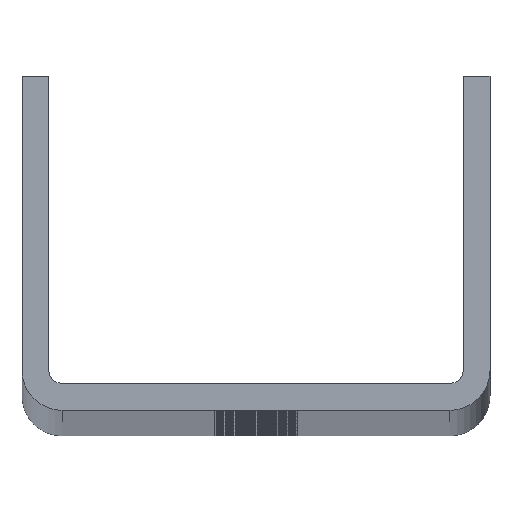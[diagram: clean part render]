
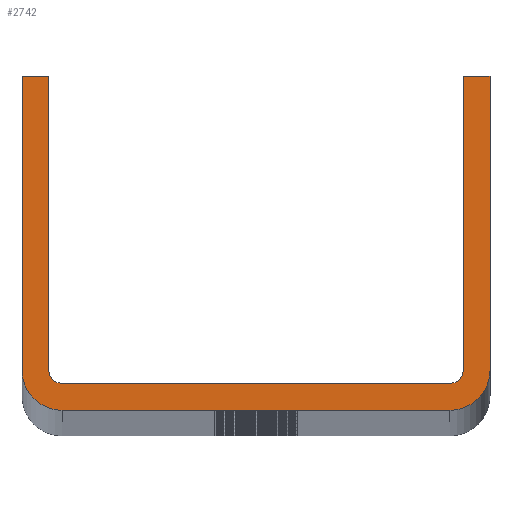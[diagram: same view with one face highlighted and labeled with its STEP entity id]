
A CAD part, top view. The second image highlights one B-rep face of the part: STEP entity #2742.
In plain terms, the highlighted planar face has unit normal (0, 0, 1).
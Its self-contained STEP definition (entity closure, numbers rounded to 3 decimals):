
#68 = DIRECTION ( 'NONE',  ( 0., 0., 1. ) ) ;
#343 = DIRECTION ( 'NONE',  ( 0., -1., 0. ) ) ;
#683 = DIRECTION ( 'NONE',  ( 0., -1., 0. ) ) ;
#1272 = DIRECTION ( 'NONE',  ( 1., 0., 0. ) ) ;
#1285 = CARTESIAN_POINT ( 'NONE',  ( 35., 6., 2200. ) ) ;
#1418 = DIRECTION ( 'NONE',  ( 1., 0., 0. ) ) ;
#1617 = VECTOR ( 'NONE', #17476, 1000. ) ;
#1711 = EDGE_CURVE ( 'NONE', #2185, #5867, #2495, .T. ) ;
#1925 = EDGE_CURVE ( 'NONE', #13712, #17884, #3286, .T. ) ;
#1948 = ORIENTED_EDGE ( 'NONE', *, *, #11182, .F. ) ;
#2185 = VERTEX_POINT ( 'NONE', #6277 ) ;
#2495 = LINE ( 'NONE', #6188, #7094 ) ;
#2653 = VERTEX_POINT ( 'NONE', #21008 ) ;
#2742 = ADVANCED_FACE ( 'NONE', ( #14087 ), #4920, .T. ) ;
#2991 = VECTOR ( 'NONE', #3166, 1000. ) ;
#3166 = DIRECTION ( 'NONE',  ( 1., 0., 0. ) ) ;
#3286 = CIRCLE ( 'NONE', #9002, 2. ) ;
#3435 = ORIENTED_EDGE ( 'NONE', *, *, #1711, .F. ) ;
#3541 = CARTESIAN_POINT ( 'NONE',  ( 29., 6., 2200. ) ) ;
#4126 = LINE ( 'NONE', #16644, #4497 ) ;
#4497 = VECTOR ( 'NONE', #343, 1000. ) ;
#4920 = PLANE ( 'NONE',  #5550 ) ;
#5037 = DIRECTION ( 'NONE',  ( 1., 0., 0. ) ) ;
#5550 = AXIS2_PLACEMENT_3D ( 'NONE', #19679, #21349, #5037 ) ;
#5867 = VERTEX_POINT ( 'NONE', #16766 ) ;
#6074 = DIRECTION ( 'NONE',  ( 1., 0., 0. ) ) ;
#6188 = CARTESIAN_POINT ( 'NONE',  ( 31., 50., 2200. ) ) ;
#6277 = CARTESIAN_POINT ( 'NONE',  ( 31., 50., 2200. ) ) ;
#6405 = AXIS2_PLACEMENT_3D ( 'NONE', #3541, #6999, #23321 ) ;
#6709 = ORIENTED_EDGE ( 'NONE', *, *, #8350, .T. ) ;
#6775 = ORIENTED_EDGE ( 'NONE', *, *, #9794, .F. ) ;
#6893 = VERTEX_POINT ( 'NONE', #15945 ) ;
#6977 = EDGE_CURVE ( 'NONE', #10580, #9120, #20942, .T. ) ;
#6999 = DIRECTION ( 'NONE',  ( 0., 0., 1. ) ) ;
#7090 = ORIENTED_EDGE ( 'NONE', *, *, #21331, .F. ) ;
#7094 = VECTOR ( 'NONE', #6074, 1000. ) ;
#8041 = DIRECTION ( 'NONE',  ( 1., 0., 0. ) ) ;
#8350 = EDGE_CURVE ( 'NONE', #2653, #11148, #14006, .T. ) ;
#8395 = CARTESIAN_POINT ( 'NONE',  ( -35., 50., 2200. ) ) ;
#9002 = AXIS2_PLACEMENT_3D ( 'NONE', #19859, #17851, #1418 ) ;
#9107 = DIRECTION ( 'NONE',  ( 1., 0., 0. ) ) ;
#9120 = VERTEX_POINT ( 'NONE', #23002 ) ;
#9123 = VERTEX_POINT ( 'NONE', #23116 ) ;
#9400 = CARTESIAN_POINT ( 'NONE',  ( -35., 6., 2200. ) ) ;
#9794 = EDGE_CURVE ( 'NONE', #20419, #13712, #4126, .T. ) ;
#9948 = LINE ( 'NONE', #13164, #20220 ) ;
#9977 = LINE ( 'NONE', #12108, #14002 ) ;
#9994 = EDGE_CURVE ( 'NONE', #9120, #2653, #21269, .T. ) ;
#10020 = EDGE_CURVE ( 'NONE', #11148, #5867, #17583, .T. ) ;
#10198 = CARTESIAN_POINT ( 'NONE',  ( -29., 4., 2200. ) ) ;
#10580 = VERTEX_POINT ( 'NONE', #9400 ) ;
#10932 = ORIENTED_EDGE ( 'NONE', *, *, #1925, .F. ) ;
#10974 = VECTOR ( 'NONE', #12207, 1000. ) ;
#11148 = VERTEX_POINT ( 'NONE', #1285 ) ;
#11182 = EDGE_CURVE ( 'NONE', #17884, #6893, #12335, .T. ) ;
#11386 = ORIENTED_EDGE ( 'NONE', *, *, #6977, .T. ) ;
#11567 = ORIENTED_EDGE ( 'NONE', *, *, #10020, .T. ) ;
#11647 = CIRCLE ( 'NONE', #17742, 2. ) ;
#12108 = CARTESIAN_POINT ( 'NONE',  ( 31., 6., 2200. ) ) ;
#12207 = DIRECTION ( 'NONE',  ( 0., 1., 0. ) ) ;
#12335 = LINE ( 'NONE', #10198, #1617 ) ;
#12677 = CARTESIAN_POINT ( 'NONE',  ( 29., 6., 2200. ) ) ;
#13164 = CARTESIAN_POINT ( 'NONE',  ( -35., 50., 2200. ) ) ;
#13712 = VERTEX_POINT ( 'NONE', #17928 ) ;
#14002 = VECTOR ( 'NONE', #22723, 1000. ) ;
#14006 = CIRCLE ( 'NONE', #6405, 6. ) ;
#14087 = FACE_OUTER_BOUND ( 'NONE', #21332, .T. ) ;
#14209 = CARTESIAN_POINT ( 'NONE',  ( -31., 50., 2200. ) ) ;
#14791 = ORIENTED_EDGE ( 'NONE', *, *, #9994, .T. ) ;
#15010 = VECTOR ( 'NONE', #683, 1000. ) ;
#15945 = CARTESIAN_POINT ( 'NONE',  ( 29., 4., 2200. ) ) ;
#16019 = CARTESIAN_POINT ( 'NONE',  ( 35., 6., 2200. ) ) ;
#16644 = CARTESIAN_POINT ( 'NONE',  ( -31., 50., 2200. ) ) ;
#16749 = ORIENTED_EDGE ( 'NONE', *, *, #22896, .F. ) ;
#16761 = AXIS2_PLACEMENT_3D ( 'NONE', #17694, #21142, #1272 ) ;
#16766 = CARTESIAN_POINT ( 'NONE',  ( 35., 50., 2200. ) ) ;
#16852 = EDGE_CURVE ( 'NONE', #9123, #10580, #22589, .T. ) ;
#17338 = ORIENTED_EDGE ( 'NONE', *, *, #16852, .T. ) ;
#17476 = DIRECTION ( 'NONE',  ( 1., 0., 0. ) ) ;
#17583 = LINE ( 'NONE', #16019, #10974 ) ;
#17694 = CARTESIAN_POINT ( 'NONE',  ( -29., 6., 2200. ) ) ;
#17742 = AXIS2_PLACEMENT_3D ( 'NONE', #12677, #68, #9107 ) ;
#17748 = CARTESIAN_POINT ( 'NONE',  ( -29., 4., 2200. ) ) ;
#17851 = DIRECTION ( 'NONE',  ( 0., 0., 1. ) ) ;
#17884 = VERTEX_POINT ( 'NONE', #17748 ) ;
#17928 = CARTESIAN_POINT ( 'NONE',  ( -31., 6., 2200. ) ) ;
#18972 = EDGE_CURVE ( 'NONE', #6893, #23500, #11647, .T. ) ;
#19355 = CARTESIAN_POINT ( 'NONE',  ( 31., 6., 2200. ) ) ;
#19679 = CARTESIAN_POINT ( 'NONE',  ( 29., 6., 2200. ) ) ;
#19859 = CARTESIAN_POINT ( 'NONE',  ( -29., 6., 2200. ) ) ;
#20220 = VECTOR ( 'NONE', #8041, 1000. ) ;
#20419 = VERTEX_POINT ( 'NONE', #14209 ) ;
#20942 = CIRCLE ( 'NONE', #16761, 6. ) ;
#21008 = CARTESIAN_POINT ( 'NONE',  ( 29., 0., 2200. ) ) ;
#21142 = DIRECTION ( 'NONE',  ( 0., 0., 1. ) ) ;
#21269 = LINE ( 'NONE', #23179, #2991 ) ;
#21331 = EDGE_CURVE ( 'NONE', #9123, #20419, #9948, .T. ) ;
#21332 = EDGE_LOOP ( 'NONE', ( #11567, #3435, #16749, #22870, #1948, #10932, #6775, #7090, #17338, #11386, #14791, #6709 ) ) ;
#21349 = DIRECTION ( 'NONE',  ( 0., 0., 1. ) ) ;
#22589 = LINE ( 'NONE', #8395, #15010 ) ;
#22723 = DIRECTION ( 'NONE',  ( 0., 1., 0. ) ) ;
#22870 = ORIENTED_EDGE ( 'NONE', *, *, #18972, .F. ) ;
#22896 = EDGE_CURVE ( 'NONE', #23500, #2185, #9977, .T. ) ;
#23002 = CARTESIAN_POINT ( 'NONE',  ( -29., 0., 2200. ) ) ;
#23116 = CARTESIAN_POINT ( 'NONE',  ( -35., 50., 2200. ) ) ;
#23179 = CARTESIAN_POINT ( 'NONE',  ( -29., 0., 2200. ) ) ;
#23321 = DIRECTION ( 'NONE',  ( 1., 0., 0. ) ) ;
#23500 = VERTEX_POINT ( 'NONE', #19355 ) ;
